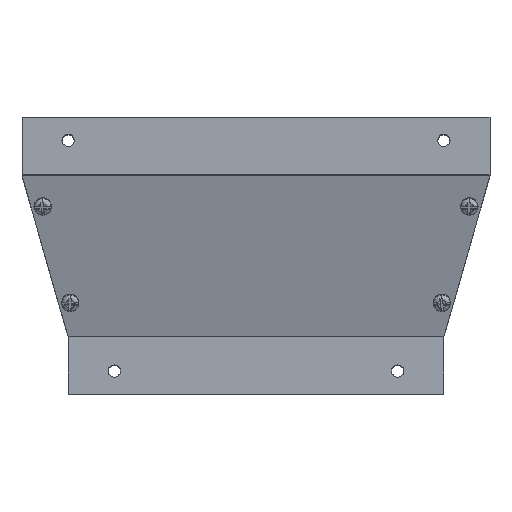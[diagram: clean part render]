
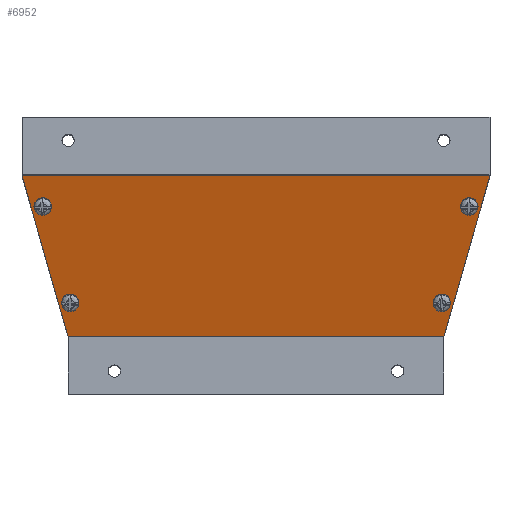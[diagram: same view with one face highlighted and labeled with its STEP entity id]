
A CAD part, top view. The second image highlights one B-rep face of the part: STEP entity #6952.
In plain terms, the highlighted planar face has unit normal (0, -0.275, 0.962).
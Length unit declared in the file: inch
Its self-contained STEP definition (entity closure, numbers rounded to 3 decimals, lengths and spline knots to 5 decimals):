
#121 = CARTESIAN_POINT ( 'NONE',  ( 4.62454, 0.89339, 0.84728 ) ) ;
#333 = VERTEX_POINT ( 'NONE', #7930 ) ;
#432 = DIRECTION ( 'NONE',  ( -1., 0., 0. ) ) ;
#628 = EDGE_LOOP ( 'NONE', ( #10191, #801, #9754, #1459 ) ) ;
#657 = FACE_BOUND ( 'NONE', #3052, .T. ) ;
#697 = EDGE_CURVE ( 'NONE', #5221, #1072, #12380, .T. ) ;
#801 = ORIENTED_EDGE ( 'NONE', *, *, #3520, .F. ) ;
#877 = CARTESIAN_POINT ( 'NONE',  ( -4.02696, -1.07201, 0.2852 ) ) ;
#968 = CIRCLE ( 'NONE', #11032, 0.125 ) ;
#1011 = CARTESIAN_POINT ( 'NONE',  ( 5.06993, 1.663, 1.06738 ) ) ;
#1072 = VERTEX_POINT ( 'NONE', #10158 ) ;
#1129 = VERTEX_POINT ( 'NONE', #8939 ) ;
#1267 = ORIENTED_EDGE ( 'NONE', *, *, #2193, .T. ) ;
#1459 = ORIENTED_EDGE ( 'NONE', *, *, #6658, .F. ) ;
#1652 = DIRECTION ( 'NONE',  ( 0., 0.275, -0.961 ) ) ;
#1744 = ORIENTED_EDGE ( 'NONE', *, *, #4633, .T. ) ;
#1770 = VERTEX_POINT ( 'NONE', #3362 ) ;
#2016 = CARTESIAN_POINT ( 'NONE',  ( 4.02696, -1.07201, 0.2852 ) ) ;
#2193 = EDGE_CURVE ( 'NONE', #333, #14167, #4347, .T. ) ;
#2236 = EDGE_CURVE ( 'NONE', #5693, #3402, #9258, .T. ) ;
#2288 = EDGE_LOOP ( 'NONE', ( #1267, #10215 ) ) ;
#2297 = EDGE_LOOP ( 'NONE', ( #9306, #5202 ) ) ;
#2318 = LINE ( 'NONE', #6805, #13076 ) ;
#2319 = DIRECTION ( 'NONE',  ( 0., -0.961, -0.275 ) ) ;
#2359 = CARTESIAN_POINT ( 'NONE',  ( -5.06993, 1.663, 1.06738 ) ) ;
#2516 = VECTOR ( 'NONE', #11980, 39.37008 ) ;
#2570 = AXIS2_PLACEMENT_3D ( 'NONE', #10765, #4253, #12017 ) ;
#2670 = EDGE_CURVE ( 'NONE', #6912, #11788, #6237, .T. ) ;
#2684 = CARTESIAN_POINT ( 'NONE',  ( 4.02696, -0.95183, 0.31957 ) ) ;
#2822 = DIRECTION ( 'NONE',  ( 0., -0.961, -0.275 ) ) ;
#3043 = LINE ( 'NONE', #4943, #2516 ) ;
#3052 = EDGE_LOOP ( 'NONE', ( #12955, #1744 ) ) ;
#3362 = CARTESIAN_POINT ( 'NONE',  ( -4.62454, 0.89339, 0.84728 ) ) ;
#3402 = VERTEX_POINT ( 'NONE', #8962 ) ;
#3520 = EDGE_CURVE ( 'NONE', #1129, #1072, #6096, .T. ) ;
#3697 = EDGE_CURVE ( 'NONE', #6331, #1770, #11393, .T. ) ;
#3702 = VERTEX_POINT ( 'NONE', #1011 ) ;
#3914 = AXIS2_PLACEMENT_3D ( 'NONE', #10102, #4600, #10241 ) ;
#3950 = DIRECTION ( 'NONE',  ( 0., 0.275, -0.961 ) ) ;
#3992 = ORIENTED_EDGE ( 'NONE', *, *, #13192, .T. ) ;
#4218 = DIRECTION ( 'NONE',  ( 0., -0.961, -0.275 ) ) ;
#4253 = DIRECTION ( 'NONE',  ( 0., 0.275, -0.961 ) ) ;
#4347 = CIRCLE ( 'NONE', #7395, 0.125 ) ;
#4536 = CARTESIAN_POINT ( 'NONE',  ( -4.02696, -1.19219, 0.25082 ) ) ;
#4600 = DIRECTION ( 'NONE',  ( 0., 0.275, -0.961 ) ) ;
#4633 = EDGE_CURVE ( 'NONE', #3402, #5693, #12129, .T. ) ;
#4746 = EDGE_LOOP ( 'NONE', ( #3992, #5749 ) ) ;
#4878 = EDGE_CURVE ( 'NONE', #1129, #3702, #3043, .T. ) ;
#4943 = CARTESIAN_POINT ( 'NONE',  ( 4.07407, -1.81262, 0.07339 ) ) ;
#4991 = DIRECTION ( 'NONE',  ( 0., -0.961, -0.275 ) ) ;
#5036 = AXIS2_PLACEMENT_3D ( 'NONE', #11657, #5954, #4991 ) ;
#5071 = VECTOR ( 'NONE', #432, 39.37008 ) ;
#5202 = ORIENTED_EDGE ( 'NONE', *, *, #2670, .T. ) ;
#5221 = VERTEX_POINT ( 'NONE', #2359 ) ;
#5348 = AXIS2_PLACEMENT_3D ( 'NONE', #7894, #6662, #2319 ) ;
#5650 = DIRECTION ( 'NONE',  ( 0.266, -0.927, -0.265 ) ) ;
#5693 = VERTEX_POINT ( 'NONE', #121 ) ;
#5749 = ORIENTED_EDGE ( 'NONE', *, *, #3697, .T. ) ;
#5821 = DIRECTION ( 'NONE',  ( 0., -0.961, -0.275 ) ) ;
#5954 = DIRECTION ( 'NONE',  ( 0., 0.275, -0.961 ) ) ;
#6096 = LINE ( 'NONE', #11719, #5071 ) ;
#6236 = CARTESIAN_POINT ( 'NONE',  ( -4.02696, -1.07201, 0.2852 ) ) ;
#6237 = CIRCLE ( 'NONE', #14411, 0.125 ) ;
#6319 = PLANE ( 'NONE',  #2570 ) ;
#6331 = VERTEX_POINT ( 'NONE', #9432 ) ;
#6396 = DIRECTION ( 'NONE',  ( 0., 0.275, -0.961 ) ) ;
#6467 = DIRECTION ( 'NONE',  ( 0., -0.961, -0.275 ) ) ;
#6658 = EDGE_CURVE ( 'NONE', #5221, #3702, #2318, .T. ) ;
#6662 = DIRECTION ( 'NONE',  ( 0., 0.275, -0.961 ) ) ;
#6805 = CARTESIAN_POINT ( 'NONE',  ( 0., 1.663, 1.06738 ) ) ;
#6912 = VERTEX_POINT ( 'NONE', #7190 ) ;
#6952 = ADVANCED_FACE ( 'NONE', ( #13115, #657, #10987, #7556, #10913 ), #6319, .F. ) ;
#7190 = CARTESIAN_POINT ( 'NONE',  ( -4.02696, -0.95183, 0.31957 ) ) ;
#7200 = DIRECTION ( 'NONE',  ( 0., 0.275, -0.961 ) ) ;
#7395 = AXIS2_PLACEMENT_3D ( 'NONE', #12614, #7200, #5821 ) ;
#7556 = FACE_BOUND ( 'NONE', #4746, .T. ) ;
#7591 = DIRECTION ( 'NONE',  ( 0., 0.275, -0.961 ) ) ;
#7894 = CARTESIAN_POINT ( 'NONE',  ( 4.62454, 1.01357, 0.88165 ) ) ;
#7930 = CARTESIAN_POINT ( 'NONE',  ( 4.02696, -1.19219, 0.25082 ) ) ;
#8225 = EDGE_CURVE ( 'NONE', #11788, #6912, #968, .T. ) ;
#8425 = DIRECTION ( 'NONE',  ( 0., -0.961, -0.275 ) ) ;
#8568 = VECTOR ( 'NONE', #5650, 39.37008 ) ;
#8939 = CARTESIAN_POINT ( 'NONE',  ( 4.07407, -1.81262, 0.07339 ) ) ;
#8962 = CARTESIAN_POINT ( 'NONE',  ( 4.62454, 1.13375, 0.91602 ) ) ;
#9023 = AXIS2_PLACEMENT_3D ( 'NONE', #13812, #1652, #2822 ) ;
#9258 = CIRCLE ( 'NONE', #5036, 0.125 ) ;
#9306 = ORIENTED_EDGE ( 'NONE', *, *, #8225, .T. ) ;
#9432 = CARTESIAN_POINT ( 'NONE',  ( -4.62454, 1.13375, 0.91602 ) ) ;
#9754 = ORIENTED_EDGE ( 'NONE', *, *, #4878, .T. ) ;
#10102 = CARTESIAN_POINT ( 'NONE',  ( -4.62454, 1.01357, 0.88165 ) ) ;
#10158 = CARTESIAN_POINT ( 'NONE',  ( -4.07407, -1.81262, 0.07339 ) ) ;
#10191 = ORIENTED_EDGE ( 'NONE', *, *, #697, .T. ) ;
#10215 = ORIENTED_EDGE ( 'NONE', *, *, #13333, .T. ) ;
#10241 = DIRECTION ( 'NONE',  ( 0., -0.961, -0.275 ) ) ;
#10639 = AXIS2_PLACEMENT_3D ( 'NONE', #2016, #7591, #4218 ) ;
#10765 = CARTESIAN_POINT ( 'NONE',  ( 0., 2.87205, 1.41316 ) ) ;
#10913 = FACE_BOUND ( 'NONE', #2297, .T. ) ;
#10987 = FACE_BOUND ( 'NONE', #2288, .T. ) ;
#11032 = AXIS2_PLACEMENT_3D ( 'NONE', #877, #6396, #6467 ) ;
#11255 = DIRECTION ( 'NONE',  ( 1., 0., 0. ) ) ;
#11393 = CIRCLE ( 'NONE', #3914, 0.125 ) ;
#11657 = CARTESIAN_POINT ( 'NONE',  ( 4.62454, 1.01357, 0.88165 ) ) ;
#11719 = CARTESIAN_POINT ( 'NONE',  ( 0., -1.81262, 0.07339 ) ) ;
#11788 = VERTEX_POINT ( 'NONE', #4536 ) ;
#11980 = DIRECTION ( 'NONE',  ( 0.266, 0.927, 0.265 ) ) ;
#12017 = DIRECTION ( 'NONE',  ( 0., 0.961, 0.275 ) ) ;
#12129 = CIRCLE ( 'NONE', #5348, 0.125 ) ;
#12236 = CARTESIAN_POINT ( 'NONE',  ( -5.06993, 1.663, 1.06738 ) ) ;
#12380 = LINE ( 'NONE', #12236, #8568 ) ;
#12614 = CARTESIAN_POINT ( 'NONE',  ( 4.02696, -1.07201, 0.2852 ) ) ;
#12955 = ORIENTED_EDGE ( 'NONE', *, *, #2236, .T. ) ;
#13076 = VECTOR ( 'NONE', #11255, 39.37008 ) ;
#13115 = FACE_OUTER_BOUND ( 'NONE', #628, .T. ) ;
#13192 = EDGE_CURVE ( 'NONE', #1770, #6331, #13447, .T. ) ;
#13216 = CIRCLE ( 'NONE', #10639, 0.125 ) ;
#13333 = EDGE_CURVE ( 'NONE', #14167, #333, #13216, .T. ) ;
#13447 = CIRCLE ( 'NONE', #9023, 0.125 ) ;
#13812 = CARTESIAN_POINT ( 'NONE',  ( -4.62454, 1.01357, 0.88165 ) ) ;
#14167 = VERTEX_POINT ( 'NONE', #2684 ) ;
#14411 = AXIS2_PLACEMENT_3D ( 'NONE', #6236, #3950, #8425 ) ;
